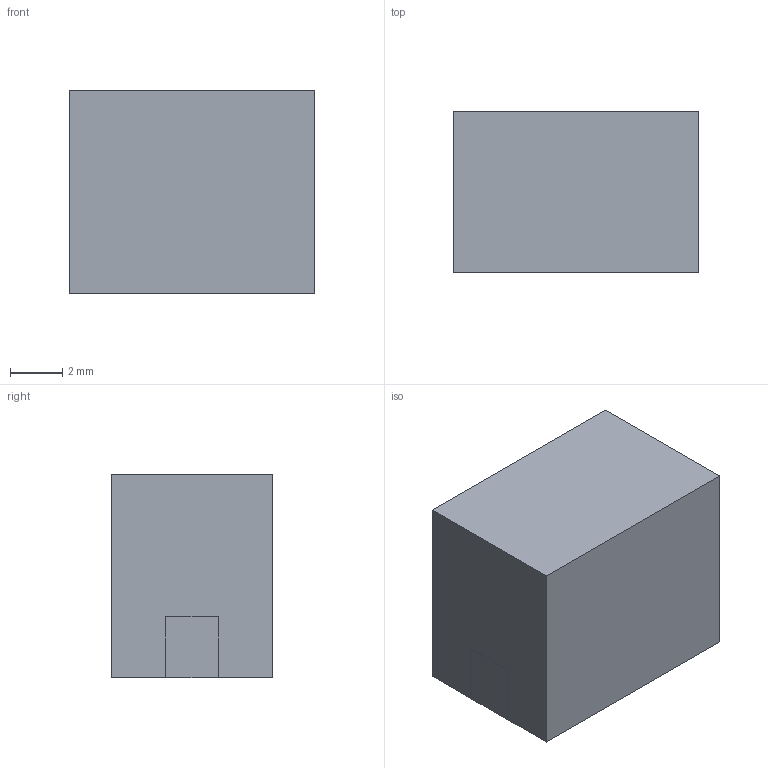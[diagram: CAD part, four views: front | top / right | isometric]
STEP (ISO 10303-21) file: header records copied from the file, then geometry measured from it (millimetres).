
FILE_DESCRIPTION(/* description */ ('model of L_Wuerth_HCM-1078'),/* implementation_level */ '2;1');
FILE_NAME(/* name */ 'L_Wuerth_HCM-1078.step',/* time_stamp */ '1970-01-01T00:00:00',/* author */ ('KiCAD','kicad'),/* organization */ ('OCCT'),/* preprocessor_version */ '',/* originating_system */ 'KiCAD',/* authorisation */ '');
FILE_SCHEMA(('AUTOMOTIVE_DESIGN { 1 0 10303 214 1 1 1 1 }'));
Length unit declared in the file: millimetre
Products named in the file (1): L_Wuerth_HCM-1078
Bounding box: 9.42 x 6.2 x 7.8 mm (x, y, z)
Volume: 454.7 mm3; surface area: 360.1 mm2
Topology: 1 solids, 1 shells, 16 faces, 42 edges, 28 vertices
Faces by surface type: plane 16
Entity records: 343 total; most frequent: ORIENTED_EDGE 66, EDGE_CURVE 42, LINE 36, CARTESIAN_POINT 33, VERTEX_POINT 28, AXIS2_PLACEMENT_3D 17, ADVANCED_FACE 16, FACE_BOUND 16
